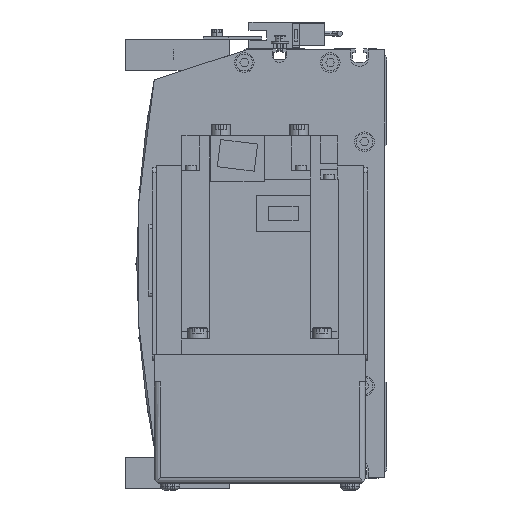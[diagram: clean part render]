
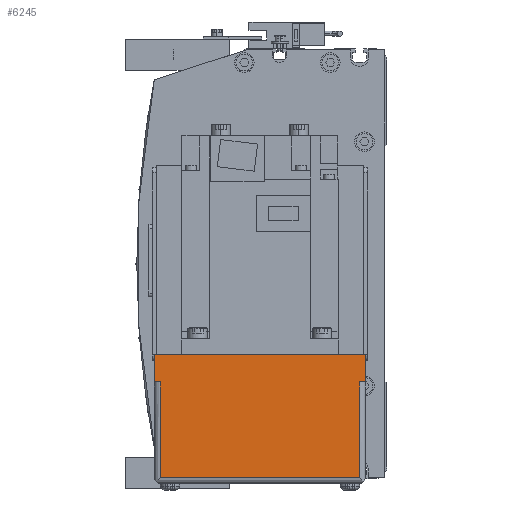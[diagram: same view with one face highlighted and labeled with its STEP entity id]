
A CAD part, left-side view. The second image highlights one B-rep face of the part: STEP entity #6245.
In plain terms, the highlighted planar face has unit normal (-1, 0, 0).
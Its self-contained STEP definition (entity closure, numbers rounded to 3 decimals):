
#1253 = ORIENTED_EDGE ( 'NONE', *, *, #40431, .F. ) ;
#1283 = PLANE ( 'NONE',  #17598 ) ;
#3700 = VECTOR ( 'NONE', #42274, 1000. ) ;
#4574 = CARTESIAN_POINT ( 'NONE',  ( -216.5, 116., -60.5 ) ) ;
#4807 = CARTESIAN_POINT ( 'NONE',  ( -216.5, 119., -60.5 ) ) ;
#5132 = CARTESIAN_POINT ( 'NONE',  ( -216.5, 11., -60.5 ) ) ;
#5142 = FACE_OUTER_BOUND ( 'NONE', #26151, .T. ) ;
#5261 = VERTEX_POINT ( 'NONE', #41850 ) ;
#5529 = CARTESIAN_POINT ( 'NONE',  ( -216.5, 14., -112.5 ) ) ;
#5743 = LINE ( 'NONE', #5529, #14951 ) ;
#5840 = DIRECTION ( 'NONE',  ( 0., -1., 0. ) ) ;
#6245 = ADVANCED_FACE ( 'NONE', ( #5142 ), #1283, .T. ) ;
#6286 = CARTESIAN_POINT ( 'NONE',  ( -216.5, 14., -60.5 ) ) ;
#6711 = LINE ( 'NONE', #21012, #3700 ) ;
#7554 = LINE ( 'NONE', #36688, #11594 ) ;
#7978 = EDGE_CURVE ( 'NONE', #5261, #17203, #26273, .T. ) ;
#8366 = LINE ( 'NONE', #14610, #25943 ) ;
#9178 = EDGE_CURVE ( 'NONE', #38646, #27561, #7554, .T. ) ;
#9414 = DIRECTION ( 'NONE',  ( 0., -1., 0. ) ) ;
#10541 = ORIENTED_EDGE ( 'NONE', *, *, #27225, .T. ) ;
#10622 = EDGE_CURVE ( 'NONE', #18456, #17203, #42419, .T. ) ;
#11594 = VECTOR ( 'NONE', #15393, 1000. ) ;
#12195 = VERTEX_POINT ( 'NONE', #6286 ) ;
#12585 = VERTEX_POINT ( 'NONE', #4807 ) ;
#12776 = CARTESIAN_POINT ( 'NONE',  ( -216.5, 119., -60.5 ) ) ;
#12965 = DIRECTION ( 'NONE',  ( 0., 0., 1. ) ) ;
#13142 = CARTESIAN_POINT ( 'NONE',  ( -216.5, 11., -46.5 ) ) ;
#13400 = CARTESIAN_POINT ( 'NONE',  ( -216.5, 119., -60.5 ) ) ;
#14610 = CARTESIAN_POINT ( 'NONE',  ( -216.5, 119., -60.5 ) ) ;
#14951 = VECTOR ( 'NONE', #16123, 1000. ) ;
#15393 = DIRECTION ( 'NONE',  ( 0., 0., 1. ) ) ;
#16123 = DIRECTION ( 'NONE',  ( 0., 0., 1. ) ) ;
#16196 = ORIENTED_EDGE ( 'NONE', *, *, #16667, .T. ) ;
#16667 = EDGE_CURVE ( 'NONE', #12585, #27561, #8366, .T. ) ;
#17080 = LINE ( 'NONE', #13400, #35526 ) ;
#17165 = ORIENTED_EDGE ( 'NONE', *, *, #24756, .T. ) ;
#17203 = VERTEX_POINT ( 'NONE', #13142 ) ;
#17598 = AXIS2_PLACEMENT_3D ( 'NONE', #43264, #19210, #40017 ) ;
#18456 = VERTEX_POINT ( 'NONE', #5132 ) ;
#19210 = DIRECTION ( 'NONE',  ( -1., 0., 0. ) ) ;
#19781 = CARTESIAN_POINT ( 'NONE',  ( -216.5, 14., -109.5 ) ) ;
#20241 = VERTEX_POINT ( 'NONE', #19781 ) ;
#21012 = CARTESIAN_POINT ( 'NONE',  ( -216.5, 150., -109.5 ) ) ;
#22015 = VECTOR ( 'NONE', #23708, 1000. ) ;
#22190 = VECTOR ( 'NONE', #5840, 1000. ) ;
#23708 = DIRECTION ( 'NONE',  ( 0., 0., 1. ) ) ;
#23946 = CARTESIAN_POINT ( 'NONE',  ( -216.5, 11., -60.5 ) ) ;
#24756 = EDGE_CURVE ( 'NONE', #38646, #20241, #6711, .T. ) ;
#25943 = VECTOR ( 'NONE', #28933, 1000. ) ;
#26151 = EDGE_LOOP ( 'NONE', ( #17165, #10541, #36996, #36326, #43750, #1253, #16196, #42246 ) ) ;
#26273 = LINE ( 'NONE', #40371, #41695 ) ;
#27225 = EDGE_CURVE ( 'NONE', #20241, #12195, #5743, .T. ) ;
#27532 = LINE ( 'NONE', #12776, #22190 ) ;
#27561 = VERTEX_POINT ( 'NONE', #4574 ) ;
#28933 = DIRECTION ( 'NONE',  ( 0., -1., 0. ) ) ;
#35526 = VECTOR ( 'NONE', #12965, 1000. ) ;
#36326 = ORIENTED_EDGE ( 'NONE', *, *, #10622, .T. ) ;
#36688 = CARTESIAN_POINT ( 'NONE',  ( -216.5, 116., -112.5 ) ) ;
#36996 = ORIENTED_EDGE ( 'NONE', *, *, #40035, .T. ) ;
#38646 = VERTEX_POINT ( 'NONE', #42614 ) ;
#40017 = DIRECTION ( 'NONE',  ( 0., 0., 1. ) ) ;
#40035 = EDGE_CURVE ( 'NONE', #12195, #18456, #27532, .T. ) ;
#40371 = CARTESIAN_POINT ( 'NONE',  ( -216.5, 119., -46.5 ) ) ;
#40431 = EDGE_CURVE ( 'NONE', #12585, #5261, #17080, .T. ) ;
#41695 = VECTOR ( 'NONE', #9414, 1000. ) ;
#41850 = CARTESIAN_POINT ( 'NONE',  ( -216.5, 119., -46.5 ) ) ;
#42246 = ORIENTED_EDGE ( 'NONE', *, *, #9178, .F. ) ;
#42274 = DIRECTION ( 'NONE',  ( 0., -1., 0. ) ) ;
#42419 = LINE ( 'NONE', #23946, #22015 ) ;
#42614 = CARTESIAN_POINT ( 'NONE',  ( -216.5, 116., -109.5 ) ) ;
#43264 = CARTESIAN_POINT ( 'NONE',  ( -216.5, 119., -60.5 ) ) ;
#43750 = ORIENTED_EDGE ( 'NONE', *, *, #7978, .F. ) ;
